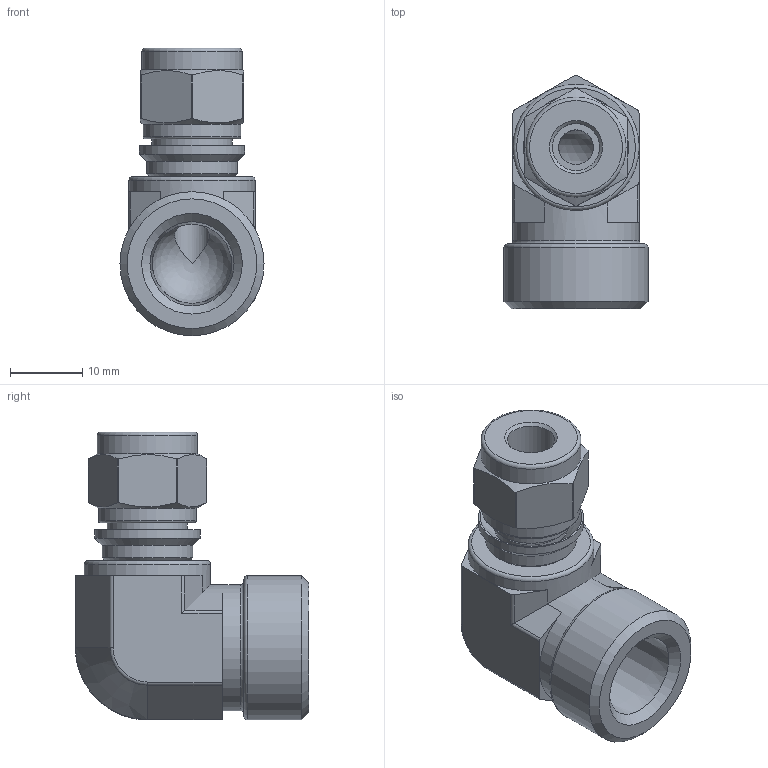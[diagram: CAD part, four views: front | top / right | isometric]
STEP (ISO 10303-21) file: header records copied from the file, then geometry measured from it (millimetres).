
FILE_DESCRIPTION(/* description */ (''),/* implementation_level */ '2;1');
FILE_NAME(/* name */ 'SFEI-4-4N.stp',/* time_stamp */ '2022-04-29T16:22:56+09:00',/* author */ ('user'),/* organization */ (''),/* preprocessor_version */ 'ST-DEVELOPER v18.1',/* originating_system */ 'Autodesk Inventor 2022',/* authorisation */ '');
FILE_SCHEMA (('AUTOMOTIVE_DESIGN { 1 0 10303 214 3 1 1 }'));
Length unit declared in the file: millimetre
Products named in the file (1): SFE-4-4N
Bounding box: 20 x 32.43 x 39.97 mm (x, y, z)
Volume: 8834.5 mm3; surface area: 5092.3 mm2
Topology: 1 solids, 1 shells, 144 faces, 326 edges, 186 vertices
Faces by surface type: cylinder 53, plane 45, torus 24, cone 13, sphere 9
Full cylindrical faces by diameter (mm): 1.35 x1, 1.8 x1, 4.826 x1, 6.55 x1, 9.4 x1, 10.1 x1, 11.113 x1, 11.2 x1, 12.6 x1, 13.6 x1, 13.9 x1, 14.6 x1, 17.5 x2, 20 x1
Entity records: 4011 total; most frequent: DIRECTION 768, CARTESIAN_POINT 706, ORIENTED_EDGE 634, AXIS2_PLACEMENT_3D 320, EDGE_CURVE 317, VERTEX_POINT 186, CIRCLE 172, EDGE_LOOP 157
